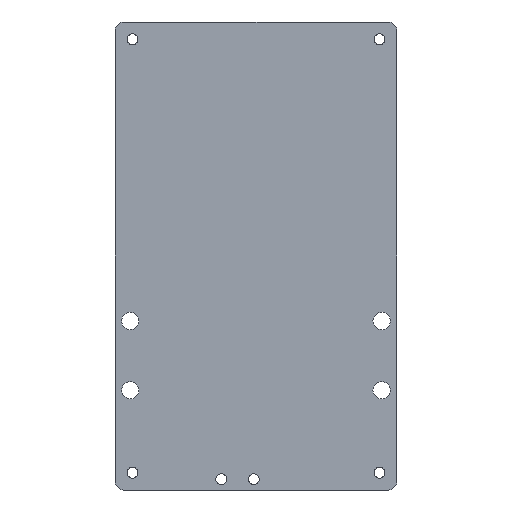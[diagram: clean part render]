
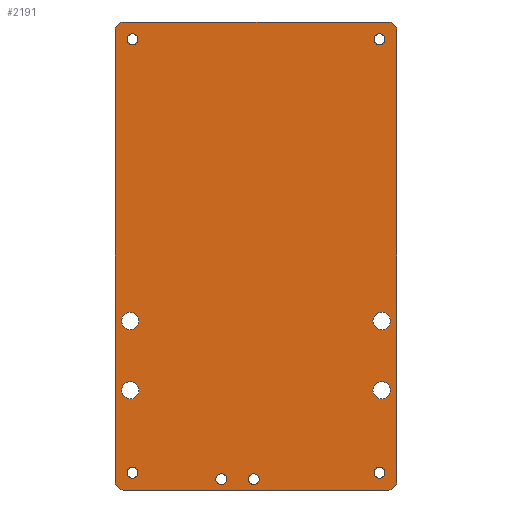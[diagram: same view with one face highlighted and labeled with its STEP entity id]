
A CAD part, front view. The second image highlights one B-rep face of the part: STEP entity #2191.
In plain terms, the highlighted planar face has unit normal (0, -1, 0).
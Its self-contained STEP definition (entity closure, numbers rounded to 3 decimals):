
#29=FACE_BOUND('',#274,.T.);
#30=FACE_BOUND('',#275,.T.);
#31=FACE_BOUND('',#276,.T.);
#32=FACE_BOUND('',#277,.T.);
#33=FACE_BOUND('',#278,.T.);
#34=FACE_BOUND('',#279,.T.);
#35=FACE_BOUND('',#280,.T.);
#36=FACE_BOUND('',#281,.T.);
#37=FACE_BOUND('',#282,.T.);
#38=FACE_BOUND('',#283,.T.);
#66=PLANE('',#2339);
#147=FACE_OUTER_BOUND('',#273,.T.);
#273=EDGE_LOOP('',(#1515,#1516,#1517,#1518,#1519,#1520,#1521,#1522));
#274=EDGE_LOOP('',(#1523));
#275=EDGE_LOOP('',(#1524));
#276=EDGE_LOOP('',(#1525));
#277=EDGE_LOOP('',(#1526));
#278=EDGE_LOOP('',(#1527));
#279=EDGE_LOOP('',(#1528));
#280=EDGE_LOOP('',(#1529));
#281=EDGE_LOOP('',(#1530));
#282=EDGE_LOOP('',(#1531));
#283=EDGE_LOOP('',(#1532));
#435=LINE('',#3235,#661);
#438=LINE('',#3241,#664);
#439=LINE('',#3245,#665);
#440=LINE('',#3249,#666);
#661=VECTOR('',#2568,10.);
#664=VECTOR('',#2573,10.);
#665=VECTOR('',#2576,10.);
#666=VECTOR('',#2579,10.);
#886=CIRCLE('',#2337,2.);
#887=CIRCLE('',#2340,2.);
#888=CIRCLE('',#2341,2.);
#889=CIRCLE('',#2342,2.);
#890=CIRCLE('',#2343,2.);
#891=CIRCLE('',#2344,2.);
#892=CIRCLE('',#2345,2.);
#893=CIRCLE('',#2346,2.);
#894=CIRCLE('',#2347,1.25);
#895=CIRCLE('',#2348,1.25);
#896=CIRCLE('',#2349,1.25);
#897=CIRCLE('',#2350,1.25);
#898=CIRCLE('',#2351,1.25);
#899=CIRCLE('',#2352,1.25);
#979=VERTEX_POINT('',#3228);
#980=VERTEX_POINT('',#3230);
#981=VERTEX_POINT('',#3234);
#983=VERTEX_POINT('',#3240);
#984=VERTEX_POINT('',#3242);
#985=VERTEX_POINT('',#3244);
#986=VERTEX_POINT('',#3246);
#987=VERTEX_POINT('',#3248);
#988=VERTEX_POINT('',#3251);
#989=VERTEX_POINT('',#3253);
#990=VERTEX_POINT('',#3255);
#991=VERTEX_POINT('',#3257);
#992=VERTEX_POINT('',#3259);
#993=VERTEX_POINT('',#3261);
#994=VERTEX_POINT('',#3263);
#995=VERTEX_POINT('',#3265);
#996=VERTEX_POINT('',#3267);
#997=VERTEX_POINT('',#3269);
#1191=EDGE_CURVE('',#979,#980,#886,.T.);
#1193=EDGE_CURVE('',#981,#980,#435,.T.);
#1196=EDGE_CURVE('',#979,#983,#438,.T.);
#1197=EDGE_CURVE('',#984,#983,#887,.T.);
#1198=EDGE_CURVE('',#985,#984,#439,.T.);
#1199=EDGE_CURVE('',#986,#985,#888,.T.);
#1200=EDGE_CURVE('',#986,#987,#440,.T.);
#1201=EDGE_CURVE('',#981,#987,#889,.T.);
#1202=EDGE_CURVE('',#988,#988,#890,.T.);
#1203=EDGE_CURVE('',#989,#989,#891,.T.);
#1204=EDGE_CURVE('',#990,#990,#892,.T.);
#1205=EDGE_CURVE('',#991,#991,#893,.T.);
#1206=EDGE_CURVE('',#992,#992,#894,.T.);
#1207=EDGE_CURVE('',#993,#993,#895,.T.);
#1208=EDGE_CURVE('',#994,#994,#896,.T.);
#1209=EDGE_CURVE('',#995,#995,#897,.T.);
#1210=EDGE_CURVE('',#996,#996,#898,.T.);
#1211=EDGE_CURVE('',#997,#997,#899,.T.);
#1515=ORIENTED_EDGE('',*,*,#1191,.F.);
#1516=ORIENTED_EDGE('',*,*,#1196,.T.);
#1517=ORIENTED_EDGE('',*,*,#1197,.F.);
#1518=ORIENTED_EDGE('',*,*,#1198,.F.);
#1519=ORIENTED_EDGE('',*,*,#1199,.F.);
#1520=ORIENTED_EDGE('',*,*,#1200,.T.);
#1521=ORIENTED_EDGE('',*,*,#1201,.F.);
#1522=ORIENTED_EDGE('',*,*,#1193,.T.);
#1523=ORIENTED_EDGE('',*,*,#1202,.F.);
#1524=ORIENTED_EDGE('',*,*,#1203,.F.);
#1525=ORIENTED_EDGE('',*,*,#1204,.F.);
#1526=ORIENTED_EDGE('',*,*,#1205,.F.);
#1527=ORIENTED_EDGE('',*,*,#1206,.F.);
#1528=ORIENTED_EDGE('',*,*,#1207,.F.);
#1529=ORIENTED_EDGE('',*,*,#1208,.F.);
#1530=ORIENTED_EDGE('',*,*,#1209,.F.);
#1531=ORIENTED_EDGE('',*,*,#1210,.F.);
#1532=ORIENTED_EDGE('',*,*,#1211,.F.);
#2191=ADVANCED_FACE('',(#147,#29,#30,#31,#32,#33,#34,#35,#36,#37,#38),#66,
 .F.);
#2337=AXIS2_PLACEMENT_3D('',#3231,#2563,#2564);
#2339=AXIS2_PLACEMENT_3D('',#3239,#2571,#2572);
#2340=AXIS2_PLACEMENT_3D('',#3243,#2574,#2575);
#2341=AXIS2_PLACEMENT_3D('',#3247,#2577,#2578);
#2342=AXIS2_PLACEMENT_3D('',#3250,#2580,#2581);
#2343=AXIS2_PLACEMENT_3D('',#3252,#2582,#2583);
#2344=AXIS2_PLACEMENT_3D('',#3254,#2584,#2585);
#2345=AXIS2_PLACEMENT_3D('',#3256,#2586,#2587);
#2346=AXIS2_PLACEMENT_3D('',#3258,#2588,#2589);
#2347=AXIS2_PLACEMENT_3D('',#3260,#2590,#2591);
#2348=AXIS2_PLACEMENT_3D('',#3262,#2592,#2593);
#2349=AXIS2_PLACEMENT_3D('',#3264,#2594,#2595);
#2350=AXIS2_PLACEMENT_3D('',#3266,#2596,#2597);
#2351=AXIS2_PLACEMENT_3D('',#3268,#2598,#2599);
#2352=AXIS2_PLACEMENT_3D('',#3270,#2600,#2601);
#2563=DIRECTION('center_axis',(0.,1.,0.));
#2564=DIRECTION('ref_axis',(-0.707,0.,-0.707));
#2568=DIRECTION('',(0.,0.,-1.));
#2571=DIRECTION('center_axis',(0.,1.,0.));
#2572=DIRECTION('ref_axis',(1.,0.,0.));
#2573=DIRECTION('',(1.,0.,0.));
#2574=DIRECTION('center_axis',(0.,1.,0.));
#2575=DIRECTION('ref_axis',(0.707,0.,-0.707));
#2576=DIRECTION('',(0.,0.,-1.));
#2577=DIRECTION('center_axis',(0.,1.,0.));
#2578=DIRECTION('ref_axis',(0.707,0.,0.707));
#2579=DIRECTION('',(-1.,0.,0.));
#2580=DIRECTION('center_axis',(0.,1.,0.));
#2581=DIRECTION('ref_axis',(-0.707,0.,0.707));
#2582=DIRECTION('center_axis',(0.,-1.,0.));
#2583=DIRECTION('ref_axis',(1.,0.,0.));
#2584=DIRECTION('center_axis',(0.,-1.,0.));
#2585=DIRECTION('ref_axis',(1.,0.,0.));
#2586=DIRECTION('center_axis',(0.,-1.,0.));
#2587=DIRECTION('ref_axis',(1.,0.,0.));
#2588=DIRECTION('center_axis',(0.,-1.,0.));
#2589=DIRECTION('ref_axis',(1.,0.,0.));
#2590=DIRECTION('center_axis',(0.,-1.,0.));
#2591=DIRECTION('ref_axis',(1.,0.,0.));
#2592=DIRECTION('center_axis',(0.,-1.,0.));
#2593=DIRECTION('ref_axis',(1.,0.,0.));
#2594=DIRECTION('center_axis',(0.,-1.,0.));
#2595=DIRECTION('ref_axis',(1.,0.,0.));
#2596=DIRECTION('center_axis',(0.,-1.,0.));
#2597=DIRECTION('ref_axis',(1.,0.,0.));
#2598=DIRECTION('center_axis',(0.,-1.,0.));
#2599=DIRECTION('ref_axis',(1.,0.,0.));
#2600=DIRECTION('center_axis',(0.,-1.,0.));
#2601=DIRECTION('ref_axis',(1.,0.,0.));
#3228=CARTESIAN_POINT('',(-30.5,0.,-54.));
#3230=CARTESIAN_POINT('',(-32.5,0.,-52.));
#3231=CARTESIAN_POINT('Origin',(-30.5,0.,-52.));
#3234=CARTESIAN_POINT('',(-32.5,0.,52.));
#3235=CARTESIAN_POINT('',(-32.5,0.,54.));
#3239=CARTESIAN_POINT('Origin',(0.,0.,0.));
#3240=CARTESIAN_POINT('',(30.5,0.,-54.));
#3241=CARTESIAN_POINT('',(-32.5,0.,-54.));
#3242=CARTESIAN_POINT('',(32.5,0.,-52.));
#3243=CARTESIAN_POINT('Origin',(30.5,0.,-52.));
#3244=CARTESIAN_POINT('',(32.5,0.,52.));
#3245=CARTESIAN_POINT('',(32.5,0.,-11.));
#3246=CARTESIAN_POINT('',(30.5,0.,54.));
#3247=CARTESIAN_POINT('Origin',(30.5,0.,52.));
#3248=CARTESIAN_POINT('',(-30.5,0.,54.));
#3249=CARTESIAN_POINT('',(32.5,0.,54.));
#3250=CARTESIAN_POINT('Origin',(-30.5,0.,52.));
#3251=CARTESIAN_POINT('',(27.,0.,-31.));
#3252=CARTESIAN_POINT('Origin',(29.,0.,-31.));
#3253=CARTESIAN_POINT('',(27.,0.,-15.));
#3254=CARTESIAN_POINT('Origin',(29.,0.,-15.));
#3255=CARTESIAN_POINT('',(-31.,0.,-15.));
#3256=CARTESIAN_POINT('Origin',(-29.,0.,-15.));
#3257=CARTESIAN_POINT('',(-31.,0.,-31.));
#3258=CARTESIAN_POINT('Origin',(-29.,0.,-31.));
#3259=CARTESIAN_POINT('',(-9.25,0.,-51.5));
#3260=CARTESIAN_POINT('Origin',(-8.,0.,-51.5));
#3261=CARTESIAN_POINT('',(-1.75,0.,-51.5));
#3262=CARTESIAN_POINT('Origin',(-0.5,0.,-51.5));
#3263=CARTESIAN_POINT('',(27.25,0.,50.));
#3264=CARTESIAN_POINT('Origin',(28.5,0.,50.));
#3265=CARTESIAN_POINT('',(-29.75,0.,-50.));
#3266=CARTESIAN_POINT('Origin',(-28.5,0.,-50.));
#3267=CARTESIAN_POINT('',(-29.75,0.,50.));
#3268=CARTESIAN_POINT('Origin',(-28.5,0.,50.));
#3269=CARTESIAN_POINT('',(27.25,0.,-50.));
#3270=CARTESIAN_POINT('Origin',(28.5,0.,-50.));
